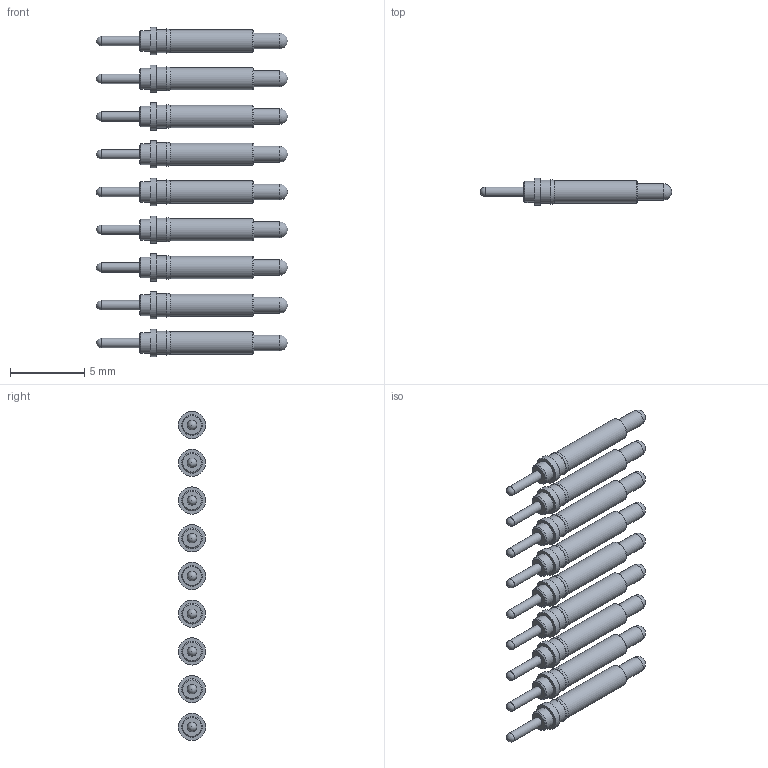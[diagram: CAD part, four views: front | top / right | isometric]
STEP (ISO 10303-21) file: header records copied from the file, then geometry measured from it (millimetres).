
FILE_DESCRIPTION(/* description */ (''),/* implementation_level */ '2;1');
FILE_NAME(/* name */ 'Mill-max_Pogo_Connectors_9.step',/* time_stamp */ '2023-10-01T21:21:43+07:00',/* author */ (''),/* organization */ (''),/* preprocessor_version */ 'ST-DEVELOPER v19.2',/* originating_system */ 'Autodesk Translation Framework v12.6.0.85',/* authorisation */ '');
FILE_SCHEMA (('AUTOMOTIVE_DESIGN { 1 0 10303 214 3 1 1 }'));
Length unit declared in the file: millimetre
Products named in the file (2): Mill-max_Pogo_Connectors_9; Mill-Max_Pogo_0914-3-15-20-77-14-11-0
Assembly tree (9 placements, depth 2):
  Mill-max_Pogo_Connectors_9
    Mill-Max_Pogo_0914-3-15-20-77-14-11-0  x9
Bounding box: 12.88 x 1.83 x 22.15 mm (x, y, z)
Volume: 149.2 mm3; surface area: 483.5 mm2
Topology: 9 solids, 9 shells, 144 faces, 279 edges, 180 vertices
Faces by surface type: cylinder 54, plane 45, cone 27, sphere 18
Full cylindrical faces by diameter (mm): 0.635 x9, 1.062 x9, 1.397 x9, 1.499 x9, 1.549 x9, 1.829 x9
Entity records: 533 total; most frequent: DIRECTION 103, CARTESIAN_POINT 76, ORIENTED_EDGE 58, AXIS2_PLACEMENT_3D 47, EDGE_CURVE 29, EDGE_LOOP 21, CIRCLE 20, VERTEX_POINT 20
